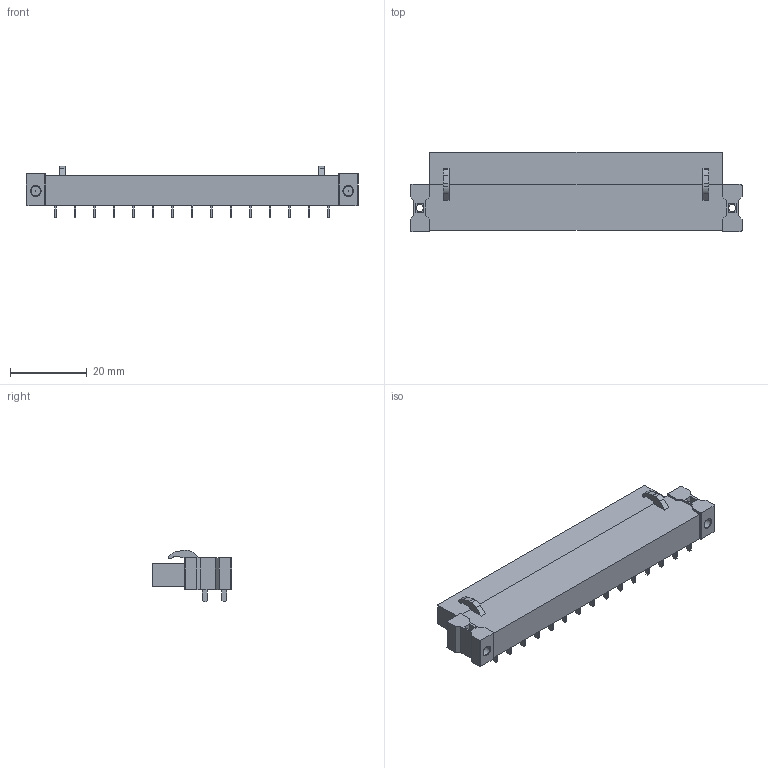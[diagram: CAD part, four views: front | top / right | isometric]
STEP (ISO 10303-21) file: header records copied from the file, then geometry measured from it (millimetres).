
FILE_DESCRIPTION(('CATIA V5 STEP Exchange','CAx-IF Rec.Pracs.--- Model Styling and Organization---1.2---2011-12-15'),'2;1');
FILE_NAME ('D1457328_0_1843880000_1843880000.stp','2018-09-01T03:06:33+00:00',('none'),('Weidmueller'),'CATIA Version 5-6 Release 2014','CATIA V5 STEP AP214','none');
FILE_SCHEMA(('AUTOMOTIVE_DESIGN { 1 0 10303 214 1 1 1 1 }'));
Length unit declared in the file: millimetre
Products named in the file (1): 1843880000
Bounding box: 86.36 x 20.65 x 13.48 mm (x, y, z)
Volume: 11534.8 mm3; surface area: 5956.5 mm2
Topology: 31 solids, 31 shells, 567 faces, 1340 edges, 890 vertices
Faces by surface type: plane 487, cylinder 42, cone 38
Entity records: 14682 total; most frequent: ORIENTED_EDGE 2680, CARTESIAN_POINT 2543, DIRECTION 1964, EDGE_CURVE 1340, VECTOR 1188, LINE 1188, VERTEX_POINT 890, EDGE_LOOP 634
